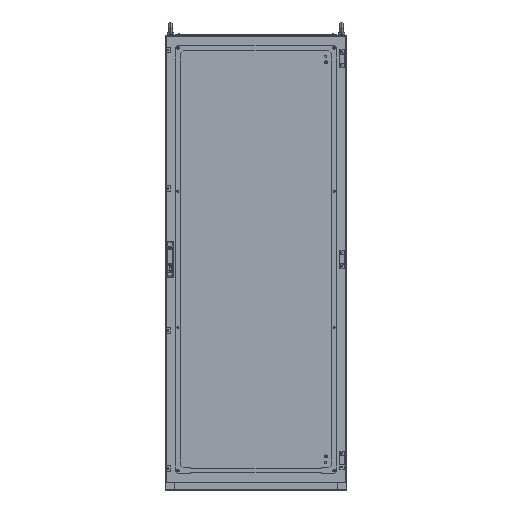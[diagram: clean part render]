
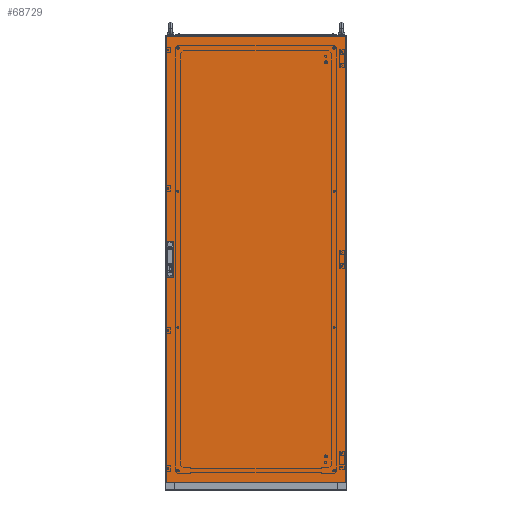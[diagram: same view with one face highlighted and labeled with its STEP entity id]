
A CAD part, top view. The second image highlights one B-rep face of the part: STEP entity #68729.
In plain terms, the highlighted planar face has unit normal (0, 0, 1).
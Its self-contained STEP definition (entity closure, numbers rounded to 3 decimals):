
#3028 = VERTEX_POINT ( 'NONE', #68691 ) ;
#6501 = LINE ( 'NONE', #21789, #154888 ) ;
#7629 = CARTESIAN_POINT ( 'NONE',  ( -365.7, 38.5, 0. ) ) ;
#7973 = EDGE_CURVE ( 'NONE', #54199, #169332, #16653, .T. ) ;
#8238 = DIRECTION ( 'NONE',  ( 0., -1., 0. ) ) ;
#9901 = VERTEX_POINT ( 'NONE', #20791 ) ;
#10690 = LINE ( 'NONE', #25922, #139313 ) ;
#11879 = LINE ( 'NONE', #163569, #105288 ) ;
#14315 = DIRECTION ( 'NONE',  ( 0., -1., 0. ) ) ;
#14644 = DIRECTION ( 'NONE',  ( 0., 1., 0. ) ) ;
#16653 = LINE ( 'NONE', #71373, #141171 ) ;
#20791 = CARTESIAN_POINT ( 'NONE',  ( -397., 997., 0. ) ) ;
#21563 = VECTOR ( 'NONE', #14315, 1000. ) ;
#21789 = CARTESIAN_POINT ( 'NONE',  ( -365.7, 88.5, 0. ) ) ;
#22461 = DIRECTION ( 'NONE',  ( 0., -1., 0. ) ) ;
#22585 = CARTESIAN_POINT ( 'NONE',  ( -397., -970., 0. ) ) ;
#24330 = CARTESIAN_POINT ( 'NONE',  ( -397., -970., 0. ) ) ;
#25922 = CARTESIAN_POINT ( 'NONE',  ( -365.7, 38.5, 0. ) ) ;
#29897 = CARTESIAN_POINT ( 'NONE',  ( 397., 997., 0. ) ) ;
#32669 = VERTEX_POINT ( 'NONE', #7629 ) ;
#36124 = DIRECTION ( 'NONE',  ( 0., 0., 1. ) ) ;
#38587 = LINE ( 'NONE', #80699, #21563 ) ;
#42017 = EDGE_CURVE ( 'NONE', #60562, #163170, #173344, .T. ) ;
#46030 = ORIENTED_EDGE ( 'NONE', *, *, #83295, .F. ) ;
#47020 = VECTOR ( 'NONE', #163201, 1000. ) ;
#53169 = LINE ( 'NONE', #56736, #160054 ) ;
#54199 = VERTEX_POINT ( 'NONE', #130311 ) ;
#56736 = CARTESIAN_POINT ( 'NONE',  ( -365.7, 38.5, 0. ) ) ;
#57746 = AXIS2_PLACEMENT_3D ( 'NONE', #155507, #36124, #170788 ) ;
#60328 = CARTESIAN_POINT ( 'NONE',  ( -397., 997., 0. ) ) ;
#60562 = VERTEX_POINT ( 'NONE', #24330 ) ;
#64378 = CARTESIAN_POINT ( 'NONE',  ( -365.7, -11.5, 0. ) ) ;
#66233 = CARTESIAN_POINT ( 'NONE',  ( -365.7, -61.5, 0. ) ) ;
#67196 = CARTESIAN_POINT ( 'NONE',  ( -390.7, -61.5, 0. ) ) ;
#68691 = CARTESIAN_POINT ( 'NONE',  ( -365.7, 88.5, 0. ) ) ;
#68720 = EDGE_CURVE ( 'NONE', #3028, #75303, #6501, .T. ) ;
#68729 = ADVANCED_FACE ( 'NONE', ( #117694, #101581, #156388 ), #88106, .T. ) ;
#70250 = LINE ( 'NONE', #29897, #83852 ) ;
#71373 = CARTESIAN_POINT ( 'NONE',  ( -365.7, -61.5, 0. ) ) ;
#75303 = VERTEX_POINT ( 'NONE', #148342 ) ;
#75457 = ORIENTED_EDGE ( 'NONE', *, *, #111155, .T. ) ;
#77870 = LINE ( 'NONE', #66233, #47020 ) ;
#79818 = EDGE_CURVE ( 'NONE', #154374, #54199, #77870, .T. ) ;
#80699 = CARTESIAN_POINT ( 'NONE',  ( -390.7, 38.5, 0. ) ) ;
#82740 = VERTEX_POINT ( 'NONE', #111939 ) ;
#83295 = EDGE_CURVE ( 'NONE', #32669, #3028, #10690, .T. ) ;
#83519 = DIRECTION ( 'NONE',  ( 1., 0., 0. ) ) ;
#83682 = CARTESIAN_POINT ( 'NONE',  ( -390.7, -11.5, 0. ) ) ;
#83852 = VECTOR ( 'NONE', #14644, 1000. ) ;
#87380 = EDGE_LOOP ( 'NONE', ( #122279, #141816, #46030, #103479 ) ) ;
#88106 = PLANE ( 'NONE',  #57746 ) ;
#89776 = VERTEX_POINT ( 'NONE', #83682 ) ;
#91133 = ORIENTED_EDGE ( 'NONE', *, *, #169646, .F. ) ;
#95586 = DIRECTION ( 'NONE',  ( 0., 1., 0. ) ) ;
#95757 = EDGE_CURVE ( 'NONE', #9901, #60562, #173381, .T. ) ;
#97979 = EDGE_CURVE ( 'NONE', #89776, #154374, #138451, .T. ) ;
#101256 = ORIENTED_EDGE ( 'NONE', *, *, #111906, .T. ) ;
#101581 = FACE_BOUND ( 'NONE', #121028, .T. ) ;
#102576 = EDGE_LOOP ( 'NONE', ( #144767, #173371, #101256, #75457 ) ) ;
#103276 = LINE ( 'NONE', #60328, #137919 ) ;
#103479 = ORIENTED_EDGE ( 'NONE', *, *, #132585, .F. ) ;
#105015 = CARTESIAN_POINT ( 'NONE',  ( -397., 997., 0. ) ) ;
#105288 = VECTOR ( 'NONE', #121259, 1000. ) ;
#108577 = VECTOR ( 'NONE', #144537, 1000. ) ;
#111155 = EDGE_CURVE ( 'NONE', #82740, #9901, #103276, .T. ) ;
#111906 = EDGE_CURVE ( 'NONE', #163170, #82740, #70250, .T. ) ;
#111939 = CARTESIAN_POINT ( 'NONE',  ( 397., 997., 0. ) ) ;
#114049 = DIRECTION ( 'NONE',  ( -1., 0., 0. ) ) ;
#117694 = FACE_BOUND ( 'NONE', #87380, .T. ) ;
#120966 = DIRECTION ( 'NONE',  ( 0., 1., 0. ) ) ;
#121028 = EDGE_LOOP ( 'NONE', ( #123486, #91133, #137506, #138571 ) ) ;
#121259 = DIRECTION ( 'NONE',  ( -1., 0., 0. ) ) ;
#122279 = ORIENTED_EDGE ( 'NONE', *, *, #128718, .F. ) ;
#123486 = ORIENTED_EDGE ( 'NONE', *, *, #97979, .F. ) ;
#128718 = EDGE_CURVE ( 'NONE', #75303, #151097, #38587, .T. ) ;
#130302 = DIRECTION ( 'NONE',  ( -1., 0., 0. ) ) ;
#130311 = CARTESIAN_POINT ( 'NONE',  ( -365.7, -61.5, 0. ) ) ;
#131810 = CARTESIAN_POINT ( 'NONE',  ( 397., -970., 0. ) ) ;
#132585 = EDGE_CURVE ( 'NONE', #151097, #32669, #53169, .T. ) ;
#137506 = ORIENTED_EDGE ( 'NONE', *, *, #7973, .F. ) ;
#137919 = VECTOR ( 'NONE', #114049, 1000. ) ;
#138451 = LINE ( 'NONE', #173220, #145623 ) ;
#138571 = ORIENTED_EDGE ( 'NONE', *, *, #79818, .F. ) ;
#139313 = VECTOR ( 'NONE', #120966, 1000. ) ;
#141171 = VECTOR ( 'NONE', #95586, 1000. ) ;
#141816 = ORIENTED_EDGE ( 'NONE', *, *, #68720, .F. ) ;
#142513 = CARTESIAN_POINT ( 'NONE',  ( -390.7, 38.5, 0. ) ) ;
#144537 = DIRECTION ( 'NONE',  ( 1., 0., 0. ) ) ;
#144767 = ORIENTED_EDGE ( 'NONE', *, *, #95757, .T. ) ;
#145623 = VECTOR ( 'NONE', #22461, 1000. ) ;
#148342 = CARTESIAN_POINT ( 'NONE',  ( -390.7, 88.5, 0. ) ) ;
#151097 = VERTEX_POINT ( 'NONE', #142513 ) ;
#154374 = VERTEX_POINT ( 'NONE', #67196 ) ;
#154888 = VECTOR ( 'NONE', #130302, 1000. ) ;
#155507 = CARTESIAN_POINT ( 'NONE',  ( 0., 0., 0. ) ) ;
#156388 = FACE_OUTER_BOUND ( 'NONE', #102576, .T. ) ;
#160054 = VECTOR ( 'NONE', #83519, 1000. ) ;
#163170 = VERTEX_POINT ( 'NONE', #131810 ) ;
#163201 = DIRECTION ( 'NONE',  ( 1., 0., 0. ) ) ;
#163569 = CARTESIAN_POINT ( 'NONE',  ( -365.7, -11.5, 0. ) ) ;
#168141 = VECTOR ( 'NONE', #8238, 1000. ) ;
#169332 = VERTEX_POINT ( 'NONE', #64378 ) ;
#169646 = EDGE_CURVE ( 'NONE', #169332, #89776, #11879, .T. ) ;
#170788 = DIRECTION ( 'NONE',  ( 1., 0., 0. ) ) ;
#173220 = CARTESIAN_POINT ( 'NONE',  ( -390.7, -61.5, 0. ) ) ;
#173344 = LINE ( 'NONE', #22585, #108577 ) ;
#173371 = ORIENTED_EDGE ( 'NONE', *, *, #42017, .T. ) ;
#173381 = LINE ( 'NONE', #105015, #168141 ) ;
